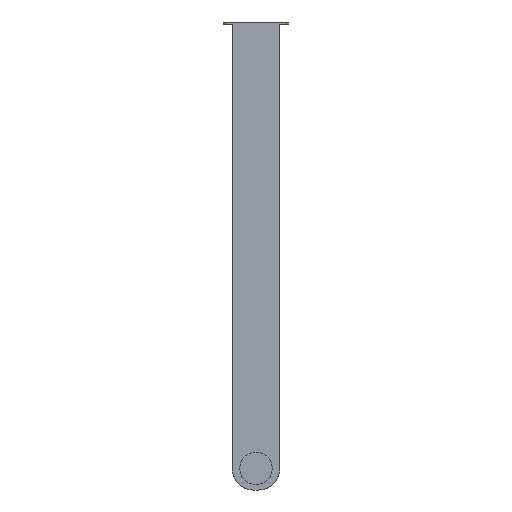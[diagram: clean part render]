
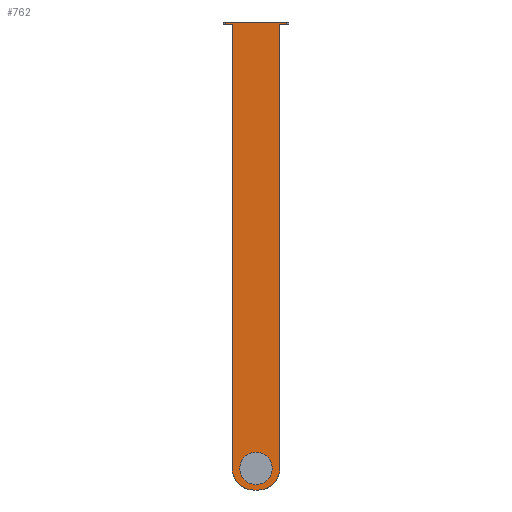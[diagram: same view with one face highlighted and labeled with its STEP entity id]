
A CAD part, left-side view. The second image highlights one B-rep face of the part: STEP entity #762.
In plain terms, the highlighted planar face has unit normal (-1, 0, 0).
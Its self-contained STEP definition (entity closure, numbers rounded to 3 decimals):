
#40 = ORIENTED_EDGE ( 'NONE', *, *, #164, .T. ) ;
#41 = ORIENTED_EDGE ( 'NONE', *, *, #148, .T. ) ;
#47 = VERTEX_POINT ( 'NONE', #559 ) ;
#48 = VERTEX_POINT ( 'NONE', #779 ) ;
#79 = CIRCLE ( 'NONE', #389, 20. ) ;
#89 = CIRCLE ( 'NONE', #1010, 15. ) ;
#99 = CARTESIAN_POINT ( 'NONE',  ( 0., 50.5, 0. ) ) ;
#110 = ORIENTED_EDGE ( 'NONE', *, *, #183, .T. ) ;
#111 = CARTESIAN_POINT ( 'NONE',  ( 0., 22., -413. ) ) ;
#123 = VERTEX_POINT ( 'NONE', #285 ) ;
#128 = DIRECTION ( 'NONE',  ( 0., -1., 0. ) ) ;
#144 = EDGE_CURVE ( 'NONE', #47, #48, #89, .T. ) ;
#145 = FACE_BOUND ( 'NONE', #980, .T. ) ;
#148 = EDGE_CURVE ( 'NONE', #242, #160, #1301, .T. ) ;
#152 = VECTOR ( 'NONE', #901, 1000. ) ;
#159 = DIRECTION ( 'NONE',  ( 0., 0., -1. ) ) ;
#160 = VERTEX_POINT ( 'NONE', #194 ) ;
#164 = EDGE_CURVE ( 'NONE', #697, #211, #79, .T. ) ;
#166 = DIRECTION ( 'NONE',  ( -1., 0., 0. ) ) ;
#183 = EDGE_CURVE ( 'NONE', #1004, #242, #404, .T. ) ;
#194 = CARTESIAN_POINT ( 'NONE',  ( 0., 44., -2. ) ) ;
#211 = VERTEX_POINT ( 'NONE', #491 ) ;
#219 = CARTESIAN_POINT ( 'NONE',  ( 0., 44., -413. ) ) ;
#242 = VERTEX_POINT ( 'NONE', #410 ) ;
#274 = CIRCLE ( 'NONE', #1139, 15. ) ;
#276 = ORIENTED_EDGE ( 'NONE', *, *, #414, .F. ) ;
#278 = EDGE_CURVE ( 'NONE', #1250, #123, #998, .T. ) ;
#285 = CARTESIAN_POINT ( 'NONE',  ( 0., 0., -413. ) ) ;
#296 = DIRECTION ( 'NONE',  ( -1., 0., 0. ) ) ;
#319 = VECTOR ( 'NONE', #159, 1000. ) ;
#351 = LINE ( 'NONE', #1155, #1251 ) ;
#370 = CARTESIAN_POINT ( 'NONE',  ( 0., 22., -413. ) ) ;
#373 = EDGE_CURVE ( 'NONE', #1004, #746, #526, .T. ) ;
#389 = AXIS2_PLACEMENT_3D ( 'NONE', #995, #296, #425 ) ;
#404 = LINE ( 'NONE', #99, #978 ) ;
#410 = CARTESIAN_POINT ( 'NONE',  ( 0., 50.5, -2. ) ) ;
#412 = ORIENTED_EDGE ( 'NONE', *, *, #699, .T. ) ;
#413 = DIRECTION ( 'NONE',  ( 0., 0., 1. ) ) ;
#414 = EDGE_CURVE ( 'NONE', #827, #123, #450, .T. ) ;
#425 = DIRECTION ( 'NONE',  ( 0., 0., 1. ) ) ;
#434 = EDGE_CURVE ( 'NONE', #1250, #211, #351, .T. ) ;
#435 = AXIS2_PLACEMENT_3D ( 'NONE', #1217, #693, #826 ) ;
#443 = AXIS2_PLACEMENT_3D ( 'NONE', #932, #845, #1046 ) ;
#450 = LINE ( 'NONE', #1259, #319 ) ;
#491 = CARTESIAN_POINT ( 'NONE',  ( 0., 24., -433. ) ) ;
#502 = LINE ( 'NONE', #617, #519 ) ;
#519 = VECTOR ( 'NONE', #1021, 1000. ) ;
#521 = CARTESIAN_POINT ( 'NONE',  ( 0., 20., -433. ) ) ;
#526 = LINE ( 'NONE', #642, #593 ) ;
#557 = CARTESIAN_POINT ( 'NONE',  ( 0., 50.5, 0. ) ) ;
#559 = CARTESIAN_POINT ( 'NONE',  ( 0., 22., -398. ) ) ;
#560 = VERTEX_POINT ( 'NONE', #771 ) ;
#568 = EDGE_LOOP ( 'NONE', ( #1068, #1017, #276, #412, #949, #1281, #110, #41, #760, #40 ) ) ;
#584 = VECTOR ( 'NONE', #723, 1000. ) ;
#591 = DIRECTION ( 'NONE',  ( 0., 0., -1. ) ) ;
#593 = VECTOR ( 'NONE', #846, 1000. ) ;
#595 = LINE ( 'NONE', #1208, #152 ) ;
#617 = CARTESIAN_POINT ( 'NONE',  ( 0., 0., -2. ) ) ;
#642 = CARTESIAN_POINT ( 'NONE',  ( 0., 0., 0. ) ) ;
#693 = DIRECTION ( 'NONE',  ( -1., 0., 0. ) ) ;
#697 = VERTEX_POINT ( 'NONE', #219 ) ;
#699 = EDGE_CURVE ( 'NONE', #827, #560, #502, .T. ) ;
#723 = DIRECTION ( 'NONE',  ( 0., 0., 1. ) ) ;
#737 = LINE ( 'NONE', #1239, #584 ) ;
#746 = VERTEX_POINT ( 'NONE', #831 ) ;
#760 = ORIENTED_EDGE ( 'NONE', *, *, #1096, .F. ) ;
#762 = ADVANCED_FACE ( 'NONE', ( #145, #938 ), #1256, .T. ) ;
#771 = CARTESIAN_POINT ( 'NONE',  ( 0., -6.5, -2. ) ) ;
#779 = CARTESIAN_POINT ( 'NONE',  ( 0., 22., -428. ) ) ;
#801 = EDGE_CURVE ( 'NONE', #560, #746, #737, .T. ) ;
#819 = CARTESIAN_POINT ( 'NONE',  ( 0., 44., -2. ) ) ;
#826 = DIRECTION ( 'NONE',  ( 0., 0., 1. ) ) ;
#827 = VERTEX_POINT ( 'NONE', #1135 ) ;
#831 = CARTESIAN_POINT ( 'NONE',  ( 0., -6.5, 0. ) ) ;
#845 = DIRECTION ( 'NONE',  ( -1., 0., 0. ) ) ;
#846 = DIRECTION ( 'NONE',  ( 0., -1., 0. ) ) ;
#896 = DIRECTION ( 'NONE',  ( -1., 0., 0. ) ) ;
#901 = DIRECTION ( 'NONE',  ( 0., 0., 1. ) ) ;
#932 = CARTESIAN_POINT ( 'NONE',  ( 0., 0., 0. ) ) ;
#938 = FACE_OUTER_BOUND ( 'NONE', #568, .T. ) ;
#949 = ORIENTED_EDGE ( 'NONE', *, *, #801, .T. ) ;
#958 = DIRECTION ( 'NONE',  ( 0., 1., 0. ) ) ;
#965 = DIRECTION ( 'NONE',  ( 0., 0., 1. ) ) ;
#978 = VECTOR ( 'NONE', #591, 1000. ) ;
#980 = EDGE_LOOP ( 'NONE', ( #1178, #1011 ) ) ;
#995 = CARTESIAN_POINT ( 'NONE',  ( 0., 24., -413. ) ) ;
#998 = CIRCLE ( 'NONE', #435, 20. ) ;
#1004 = VERTEX_POINT ( 'NONE', #557 ) ;
#1010 = AXIS2_PLACEMENT_3D ( 'NONE', #370, #166, #965 ) ;
#1011 = ORIENTED_EDGE ( 'NONE', *, *, #144, .F. ) ;
#1017 = ORIENTED_EDGE ( 'NONE', *, *, #278, .T. ) ;
#1021 = DIRECTION ( 'NONE',  ( 0., -1., 0. ) ) ;
#1046 = DIRECTION ( 'NONE',  ( 0., 0., 1. ) ) ;
#1068 = ORIENTED_EDGE ( 'NONE', *, *, #434, .F. ) ;
#1071 = VECTOR ( 'NONE', #128, 1000. ) ;
#1096 = EDGE_CURVE ( 'NONE', #697, #160, #595, .T. ) ;
#1135 = CARTESIAN_POINT ( 'NONE',  ( 0., 0., -2. ) ) ;
#1139 = AXIS2_PLACEMENT_3D ( 'NONE', #111, #896, #413 ) ;
#1155 = CARTESIAN_POINT ( 'NONE',  ( 0., 0., -433. ) ) ;
#1175 = EDGE_CURVE ( 'NONE', #48, #47, #274, .T. ) ;
#1178 = ORIENTED_EDGE ( 'NONE', *, *, #1175, .F. ) ;
#1208 = CARTESIAN_POINT ( 'NONE',  ( 0., 44., 0. ) ) ;
#1217 = CARTESIAN_POINT ( 'NONE',  ( 0., 20., -413. ) ) ;
#1239 = CARTESIAN_POINT ( 'NONE',  ( 0., -6.5, 0. ) ) ;
#1250 = VERTEX_POINT ( 'NONE', #521 ) ;
#1251 = VECTOR ( 'NONE', #958, 1000. ) ;
#1256 = PLANE ( 'NONE',  #443 ) ;
#1259 = CARTESIAN_POINT ( 'NONE',  ( 0., 0., 0. ) ) ;
#1281 = ORIENTED_EDGE ( 'NONE', *, *, #373, .F. ) ;
#1301 = LINE ( 'NONE', #819, #1071 ) ;
